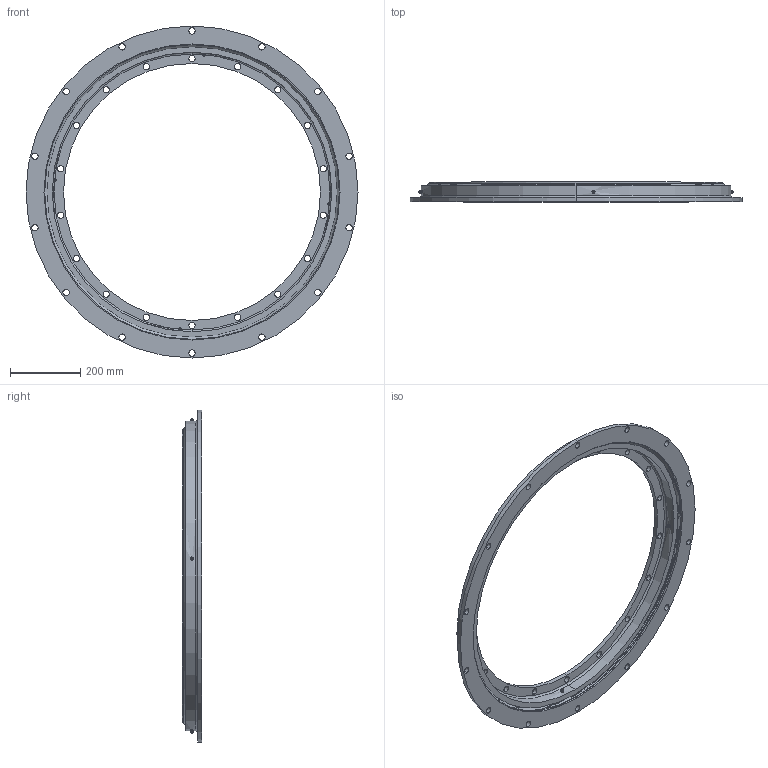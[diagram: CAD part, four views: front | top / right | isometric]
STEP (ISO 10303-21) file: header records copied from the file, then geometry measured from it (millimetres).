
FILE_DESCRIPTION (( 'STEP AP203' ), '1' );
FILE_NAME ('23-0841-01.STEP', '2017-12-28T08:32:13', ( 'defontaine' ), ( 'Hewlett-Packard Company' ), 'SwSTEP 2.0', 'SolidWorks 2016', '' );
FILE_SCHEMA (( 'CONFIG_CONTROL_DESIGN' ));
Length unit declared in the file: millimetre
Products named in the file (1): 23-0841-01
Bounding box: 948 x 56 x 948 mm (x, y, z)
Volume: 6166813.7 mm3; surface area: 1269791.6 mm2
Topology: 13 solids, 13 shells, 322 faces, 747 edges, 475 vertices
Faces by surface type: cylinder 116, plane 94, cone 56, torus 38, sphere 18
Entity records: 10405 total; most frequent: CARTESIAN_POINT 2561, DIRECTION 1750, ORIENTED_EDGE 1484, EDGE_CURVE 742, AXIS2_PLACEMENT_3D 717, VERTEX_POINT 472, EDGE_LOOP 436, CIRCLE 394
